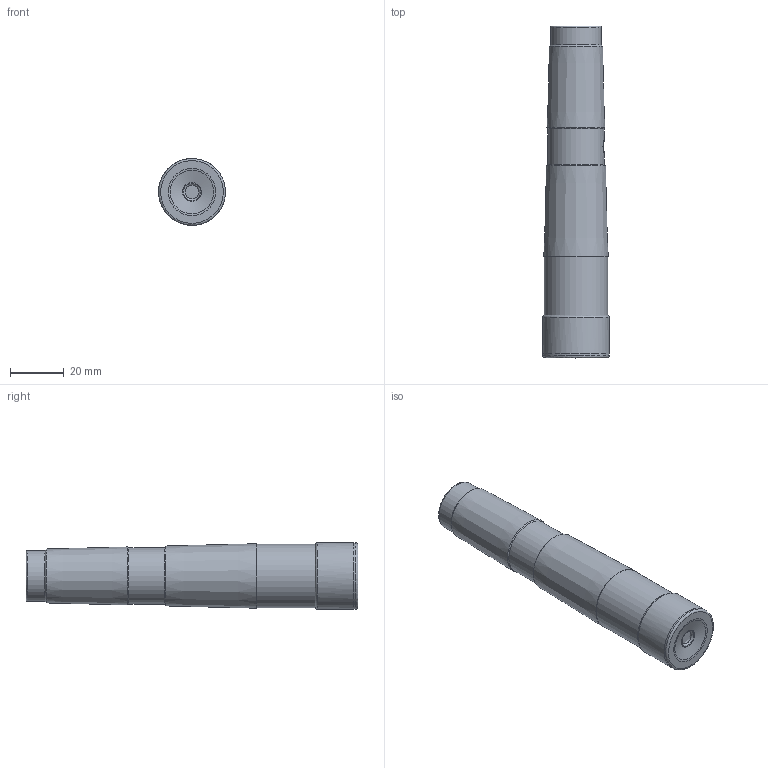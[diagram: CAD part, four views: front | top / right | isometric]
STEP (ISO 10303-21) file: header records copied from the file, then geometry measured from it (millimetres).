
FILE_DESCRIPTION(/* description */ (''),/* implementation_level */ '2;1');
FILE_NAME(/* name */ '202766092ndi000_00.stp',/* time_stamp */ '2019-12-19T08:59:32+01:00',/* author */ (''),/* organization */ (''),/* preprocessor_version */ 'ST-DEVELOPER v16.7',/* originating_system */ 'SIEMENS PLM Software NX 12.0',/* authorisation */ '');
FILE_SCHEMA (('AUTOMOTIVE_DESIGN { 1 0 10303 214 3 1 1 1 }'));
Length unit declared in the file: millimetre
Products named in the file (1): mp5422546AA4r88y
Bounding box: 24.97 x 124 x 24.97 mm (x, y, z)
Volume: 50809.3 mm3; surface area: 13748.4 mm2
Topology: 2 solids, 2 shells, 45 faces, 100 edges, 60 vertices
Faces by surface type: revolution 15, cone 11, cylinder 7, plane 6, torus 6
Full cylindrical faces by diameter (mm): 5 x2, 10.3 x1, 13 x1, 19 x1, 21 x1, 23.749 x1
Entity records: 1248 total; most frequent: CARTESIAN_POINT 431, DIRECTION 161, ORIENTED_EDGE 92, FACE_BOUND 90, EDGE_LOOP 90, AXIS2_PLACEMENT_3D 73, VERTEX_POINT 47, EDGE_CURVE 46
